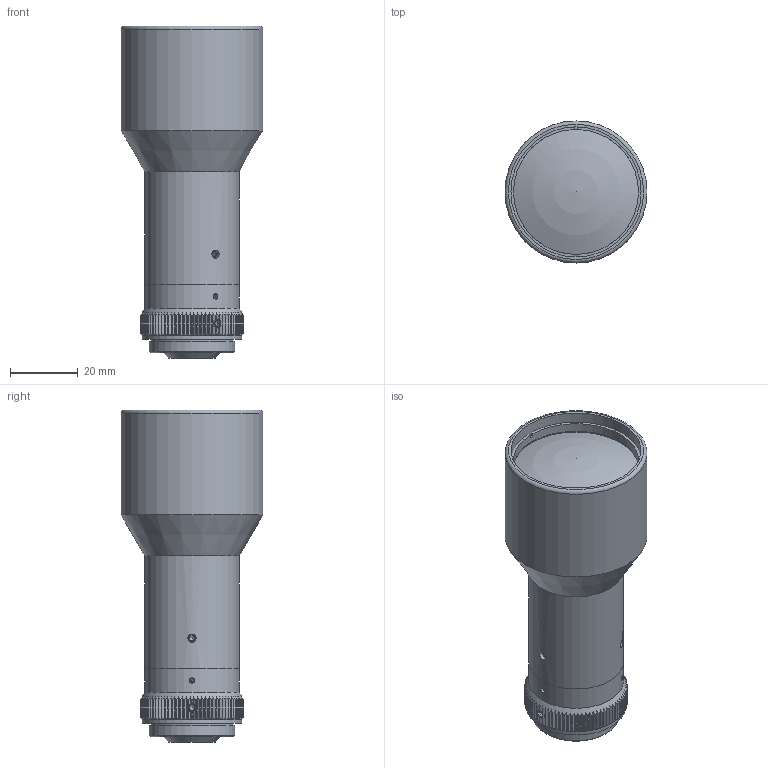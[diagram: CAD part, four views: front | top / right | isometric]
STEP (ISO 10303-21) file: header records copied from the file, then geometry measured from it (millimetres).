
FILE_DESCRIPTION(/* description */ (''),/* implementation_level */ '2;1');
FILE_NAME(/* name */ 'TO30_4.3-100-V-B.stp',/* time_stamp */ '2020-11-30T14:20:15+01:00',/* author */ (''),/* organization */ ('Vision & Control'),/* preprocessor_version */ 'ST-DEVELOPER v16.5',/* originating_system */ 'Autodesk Inventor 2017',/* authorisation */ '');
FILE_SCHEMA (('AUTOMOTIVE_DESIGN { 1 0 10303 214 3 1 1 }'));
Length unit declared in the file: millimetre
Products named in the file (1): TO30_4.3-100-V-B
Bounding box: 42 x 42 x 98.2 mm (x, y, z)
Volume: 102819.4 mm3; surface area: 37972.9 mm2
Topology: 20 solids, 20 shells, 488 faces, 1313 edges, 871 vertices
Faces by surface type: plane 300, cylinder 139, cone 42, sphere 6, torus 1
Full cylindrical faces by diameter (mm): 1.567 x3, 2 x3, 2.459 x6, 3 x6, 9 x2, 9.223 x1, 10 x2, 10.459 x1, 11 x2, 18.459 x1, 19.633 x1, 20 x2, 20.676 x1, 20.8 x1, 21.5 x1, 23 x1, 23.459 x1, 24.059 x1, 24.3 x1, 24.826 x1, 25.3 x1, 25.735 x1, 28 x2, 29.4 x1, 36 x1, 37 x1, 37.18 x1, 38 x2, 38.459 x1, 39 x1
Entity records: 15087 total; most frequent: CARTESIAN_POINT 3777, ORIENTED_EDGE 2340, DIRECTION 2080, EDGE_CURVE 1170, VERTEX_POINT 824, AXIS2_PLACEMENT_3D 822, EDGE_LOOP 622, STYLED_ITEM 508
